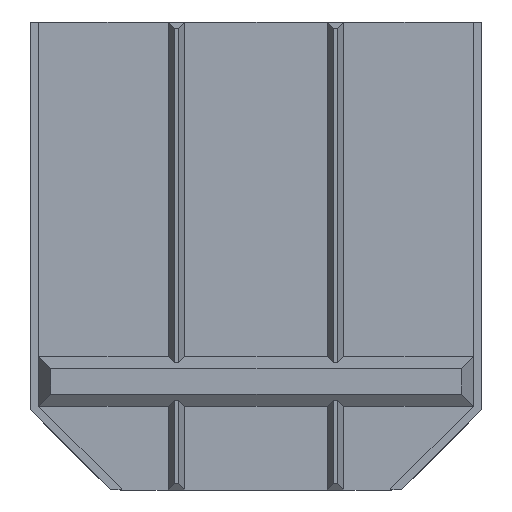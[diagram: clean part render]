
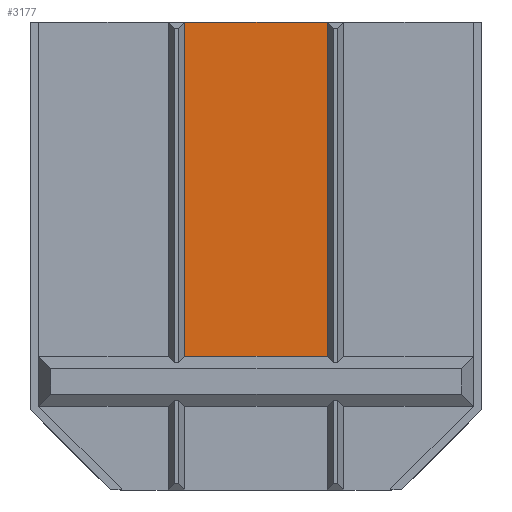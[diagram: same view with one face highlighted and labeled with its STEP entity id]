
A CAD part, left-side view. The second image highlights one B-rep face of the part: STEP entity #3177.
In plain terms, the highlighted planar face has unit normal (-1, 0, 0).
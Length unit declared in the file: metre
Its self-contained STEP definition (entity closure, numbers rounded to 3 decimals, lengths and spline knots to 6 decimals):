
#30 = DIRECTION ( 'NONE',  ( 0., 0., -1. ) ) ;
#73 = VECTOR ( 'NONE', #677, 1. ) ;
#114 = CARTESIAN_POINT ( 'NONE',  ( -15.25, -0.425, -3.16 ) ) ;
#158 = DIRECTION ( 'NONE',  ( 0., -1., 0. ) ) ;
#407 = PLANE ( 'NONE',  #684 ) ;
#489 = CARTESIAN_POINT ( 'NONE',  ( -15.25, 0.425, -3.16 ) ) ;
#492 = ORIENTED_EDGE ( 'NONE', *, *, #4734, .T. ) ;
#626 = LINE ( 'NONE', #2620, #73 ) ;
#677 = DIRECTION ( 'NONE',  ( 0., 0., -1. ) ) ;
#684 = AXIS2_PLACEMENT_3D ( 'NONE', #1933, #3449, #30 ) ;
#883 = CARTESIAN_POINT ( 'NONE',  ( -15.25, 1.3, -3.16 ) ) ;
#889 = LINE ( 'NONE', #3229, #3239 ) ;
#1070 = EDGE_CURVE ( 'NONE', #4032, #2924, #1636, .T. ) ;
#1318 = DIRECTION ( 'NONE',  ( 0., -1., 0. ) ) ;
#1636 = LINE ( 'NONE', #883, #2267 ) ;
#1933 = CARTESIAN_POINT ( 'NONE',  ( -15.25, 0., 0. ) ) ;
#1955 = ORIENTED_EDGE ( 'NONE', *, *, #2656, .F. ) ;
#2267 = VECTOR ( 'NONE', #158, 1. ) ;
#2569 = CARTESIAN_POINT ( 'NONE',  ( -15.25, -0.425, -1.16 ) ) ;
#2620 = CARTESIAN_POINT ( 'NONE',  ( -15.25, 0.425, -1.16 ) ) ;
#2656 = EDGE_CURVE ( 'NONE', #3562, #2924, #3689, .T. ) ;
#2866 = CARTESIAN_POINT ( 'NONE',  ( -15.25, -0.425, -1.16 ) ) ;
#2915 = DIRECTION ( 'NONE',  ( 0., 0., -1. ) ) ;
#2916 = EDGE_CURVE ( 'NONE', #4570, #3562, #889, .T. ) ;
#2924 = VERTEX_POINT ( 'NONE', #114 ) ;
#3177 = ADVANCED_FACE ( 'NONE', ( #3830 ), #407, .F. ) ;
#3219 = ORIENTED_EDGE ( 'NONE', *, *, #2916, .F. ) ;
#3229 = CARTESIAN_POINT ( 'NONE',  ( -15.25, 1.3, -1.16 ) ) ;
#3239 = VECTOR ( 'NONE', #1318, 1. ) ;
#3449 = DIRECTION ( 'NONE',  ( 1., 0., 0. ) ) ;
#3562 = VERTEX_POINT ( 'NONE', #2866 ) ;
#3689 = LINE ( 'NONE', #2569, #4856 ) ;
#3830 = FACE_OUTER_BOUND ( 'NONE', #4708, .T. ) ;
#4032 = VERTEX_POINT ( 'NONE', #489 ) ;
#4123 = ORIENTED_EDGE ( 'NONE', *, *, #1070, .T. ) ;
#4322 = CARTESIAN_POINT ( 'NONE',  ( -15.25, 0.425, -1.16 ) ) ;
#4570 = VERTEX_POINT ( 'NONE', #4322 ) ;
#4708 = EDGE_LOOP ( 'NONE', ( #1955, #3219, #492, #4123 ) ) ;
#4734 = EDGE_CURVE ( 'NONE', #4570, #4032, #626, .T. ) ;
#4856 = VECTOR ( 'NONE', #2915, 1. ) ;
